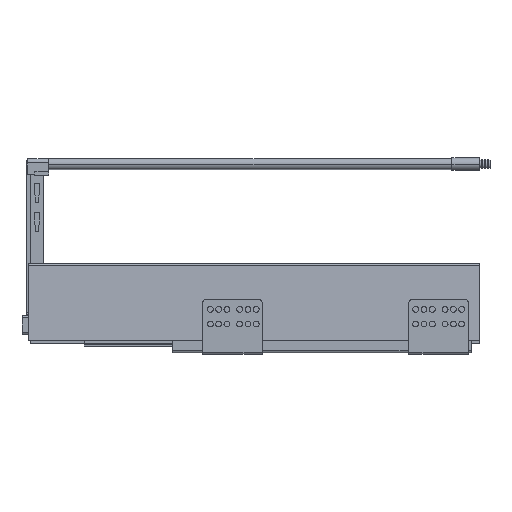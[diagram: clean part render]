
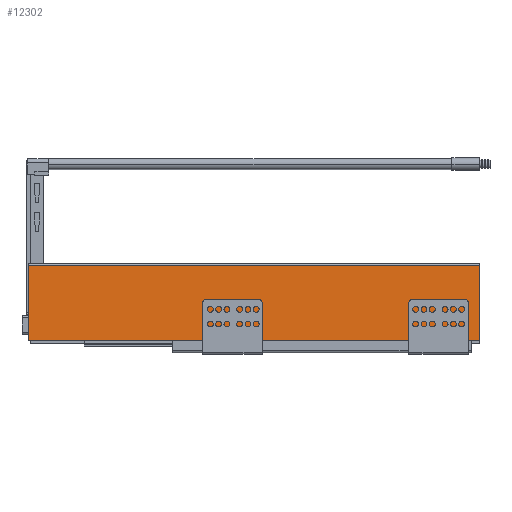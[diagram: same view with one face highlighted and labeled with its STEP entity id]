
A CAD part, top view. The second image highlights one B-rep face of the part: STEP entity #12302.
In plain terms, the highlighted planar face has unit normal (0, 0.052, 0.999).
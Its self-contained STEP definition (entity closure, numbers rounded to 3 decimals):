
#240 = EDGE_CURVE ( 'NONE', #4448, #8361, #3608, .T. ) ;
#300 = CARTESIAN_POINT ( 'NONE',  ( -492., 0., 66.6 ) ) ;
#534 = ORIENTED_EDGE ( 'NONE', *, *, #240, .F. ) ;
#736 = VERTEX_POINT ( 'NONE', #8846 ) ;
#1548 = DIRECTION ( 'NONE',  ( 0., 0.999, -0.052 ) ) ;
#1601 = FACE_OUTER_BOUND ( 'NONE', #7226, .T. ) ;
#1846 = CARTESIAN_POINT ( 'NONE',  ( -492., 82.129, 62.296 ) ) ;
#2268 = VECTOR ( 'NONE', #1548, 1000. ) ;
#2387 = DIRECTION ( 'NONE',  ( 0., 0.999, -0.052 ) ) ;
#2460 = CARTESIAN_POINT ( 'NONE',  ( 0., 82.129, 62.296 ) ) ;
#2969 = VECTOR ( 'NONE', #4248, 1000. ) ;
#3484 = CARTESIAN_POINT ( 'NONE',  ( -492., 0., 66.6 ) ) ;
#3608 = LINE ( 'NONE', #3484, #2268 ) ;
#4248 = DIRECTION ( 'NONE',  ( 1., 0., 0. ) ) ;
#4384 = PLANE ( 'NONE',  #7438 ) ;
#4448 = VERTEX_POINT ( 'NONE', #12532 ) ;
#4464 = DIRECTION ( 'NONE',  ( 0., 0.999, -0.052 ) ) ;
#5226 = EDGE_CURVE ( 'NONE', #736, #8811, #12323, .T. ) ;
#5353 = CARTESIAN_POINT ( 'NONE',  ( -492., 0., 66.6 ) ) ;
#5456 = CARTESIAN_POINT ( 'NONE',  ( -492., 82.129, 62.296 ) ) ;
#5490 = CARTESIAN_POINT ( 'NONE',  ( 0., 0., 66.6 ) ) ;
#5547 = VECTOR ( 'NONE', #4464, 1000. ) ;
#5598 = EDGE_CURVE ( 'NONE', #4448, #736, #11140, .T. ) ;
#6003 = VECTOR ( 'NONE', #11665, 1000. ) ;
#6238 = ORIENTED_EDGE ( 'NONE', *, *, #5598, .T. ) ;
#7022 = ORIENTED_EDGE ( 'NONE', *, *, #12387, .F. ) ;
#7226 = EDGE_LOOP ( 'NONE', ( #12060, #7022, #534, #6238 ) ) ;
#7438 = AXIS2_PLACEMENT_3D ( 'NONE', #5353, #9472, #2387 ) ;
#8361 = VERTEX_POINT ( 'NONE', #5456 ) ;
#8811 = VERTEX_POINT ( 'NONE', #2460 ) ;
#8828 = LINE ( 'NONE', #1846, #6003 ) ;
#8846 = CARTESIAN_POINT ( 'NONE',  ( 0., 0., 66.6 ) ) ;
#9472 = DIRECTION ( 'NONE',  ( 0., 0.052, 0.999 ) ) ;
#11140 = LINE ( 'NONE', #300, #2969 ) ;
#11665 = DIRECTION ( 'NONE',  ( 1., 0., 0. ) ) ;
#12060 = ORIENTED_EDGE ( 'NONE', *, *, #5226, .T. ) ;
#12302 = ADVANCED_FACE ( 'NONE', ( #1601 ), #4384, .T. ) ;
#12323 = LINE ( 'NONE', #5490, #5547 ) ;
#12387 = EDGE_CURVE ( 'NONE', #8361, #8811, #8828, .T. ) ;
#12532 = CARTESIAN_POINT ( 'NONE',  ( -492., 0., 66.6 ) ) ;
